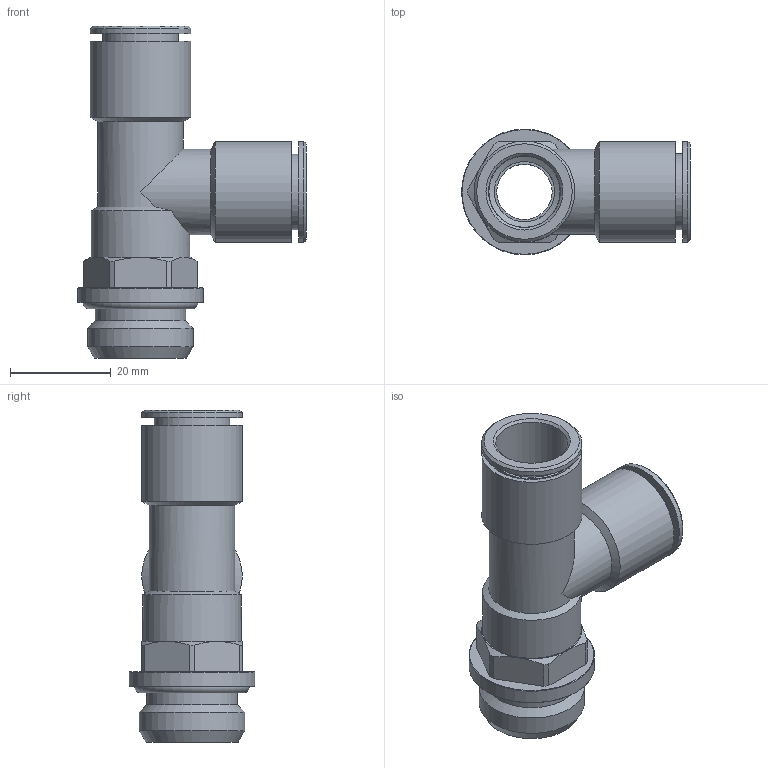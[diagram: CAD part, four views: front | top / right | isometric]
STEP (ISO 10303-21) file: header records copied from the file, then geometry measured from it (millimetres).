
FILE_DESCRIPTION(/* description */ (''),/* implementation_level */ '2;1');
FILE_NAME(/* name */ 'iqstl_1214_g_msv.stp',/* time_stamp */ '2017-11-16T12:23:01+01:00',/* author */ ('Hamoud'),/* organization */ (''),/* preprocessor_version */ 'ST-DEVELOPER v15.6',/* originating_system */ 'Autodesk Inventor LT ',/* authorisation */ '');
FILE_SCHEMA (('AUTOMOTIVE_DESIGN { 1 0 10303 214 3 1 1 }'));
Length unit declared in the file: millimetre
Products named in the file (1): iqstl_1214_g_msv
Bounding box: 45.5 x 25 x 66 mm (x, y, z)
Volume: 12175.4 mm3; surface area: 14666.2 mm2
Topology: 5 solids, 5 shells, 98 faces, 210 edges, 132 vertices
Faces by surface type: cylinder 37, plane 29, cone 28, torus 3, sphere 1
Full cylindrical faces by diameter (mm): 11 x1, 12 x2, 14.15 x2, 14.3 x2, 14.5 x1, 15.1 x2, 15.2 x2, 15.8 x2, 16.2 x2, 16.5 x2, 17 x4, 18 x1, 19.6 x1, 20 x4, 20.955 x1, 25 x1
Entity records: 3161 total; most frequent: CARTESIAN_POINT 1238, DIRECTION 420, ORIENTED_EDGE 282, AXIS2_PLACEMENT_3D 200, EDGE_LOOP 173, EDGE_CURVE 141, VERTEX_POINT 116, FACE_OUTER_BOUND 98
